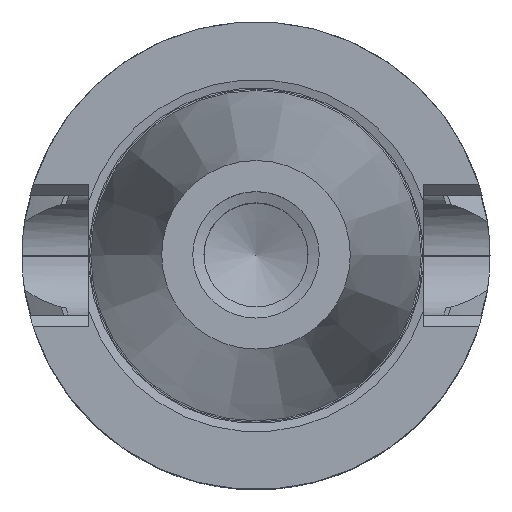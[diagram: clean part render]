
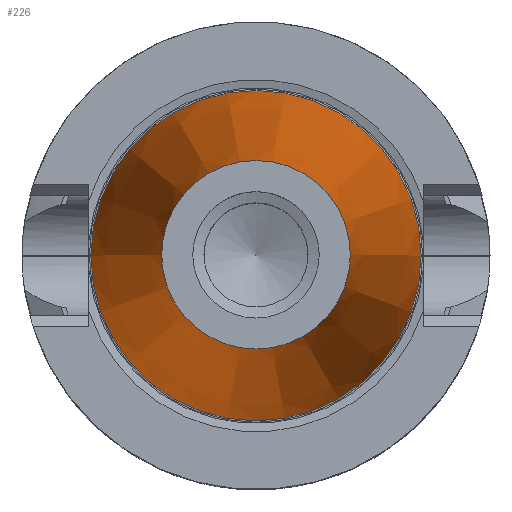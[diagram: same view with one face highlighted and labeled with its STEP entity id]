
A CAD part, top view. The second image highlights one B-rep face of the part: STEP entity #226.
In plain terms, the highlighted conical face has half-angle 8.298 degrees and reference radius 12.687 mm.
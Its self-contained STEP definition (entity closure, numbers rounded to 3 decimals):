
#211=CONICAL_SURFACE('',#874,12.687,8.298);
#226=ADVANCED_FACE('',(#294,#295),#211,.T.);
#294=FACE_BOUND('',#328,.T.);
#295=FACE_BOUND('',#329,.T.);
#328=EDGE_LOOP('',(#394));
#329=EDGE_LOOP('',(#395));
#394=ORIENTED_EDGE('',*,*,#696,.T.);
#395=ORIENTED_EDGE('',*,*,#694,.F.);
#613=VERTEX_POINT('',#1214);
#615=VERTEX_POINT('',#1220);
#694=EDGE_CURVE('',#613,#613,#806,.T.);
#696=EDGE_CURVE('',#615,#615,#808,.T.);
#806=CIRCLE('',#868,22.225);
#808=CIRCLE('',#872,12.687);
#868=AXIS2_PLACEMENT_3D('',#1213,#974,#975);
#872=AXIS2_PLACEMENT_3D('',#1219,#982,#983);
#874=AXIS2_PLACEMENT_3D('',#1222,#986,#987);
#974=DIRECTION('',(0.,0.,-1.));
#975=DIRECTION('',(-1.,0.,0.));
#982=DIRECTION('',(0.,0.,-1.));
#983=DIRECTION('',(-1.,0.,0.));
#986=DIRECTION('',(0.,0.,-1.));
#987=DIRECTION('',(-1.,0.,0.));
#1213=CARTESIAN_POINT('',(0.,0.,0.));
#1214=CARTESIAN_POINT('',(-22.225,0.,0.));
#1219=CARTESIAN_POINT('',(0.,0.,65.4));
#1220=CARTESIAN_POINT('',(-12.687,0.,65.4));
#1222=CARTESIAN_POINT('',(0.,0.,65.4));
